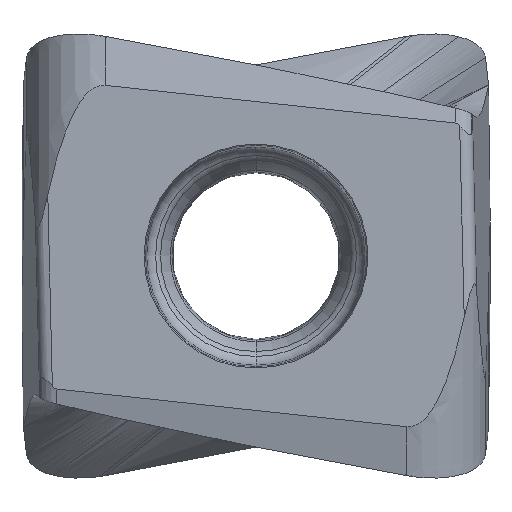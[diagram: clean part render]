
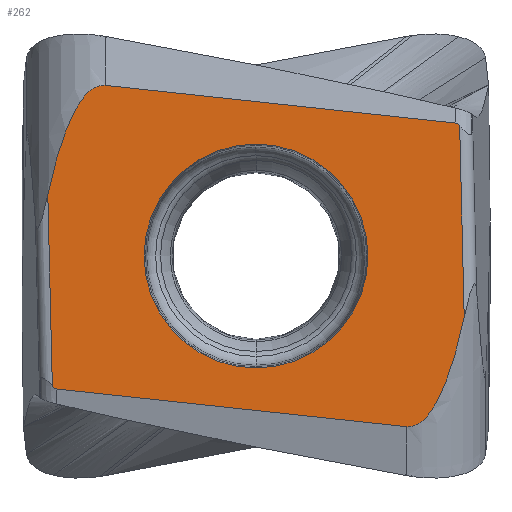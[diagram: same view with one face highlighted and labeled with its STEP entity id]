
A CAD part, front view. The second image highlights one B-rep face of the part: STEP entity #262.
In plain terms, the highlighted planar face has unit normal (0, -1, 0).
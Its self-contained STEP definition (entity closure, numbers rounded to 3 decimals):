
#62=CIRCLE('',#2317,2.988);
#63=CIRCLE('',#2318,2.988);
#112=FACE_BOUND('',#547,.T.);
#113=FACE_BOUND('',#548,.T.);
#262=ADVANCED_FACE('',(#112,#113),#346,.T.);
#346=PLANE('',#2319);
#547=EDGE_LOOP('',(#1112,#1113,#1114,#1115,#1116,#1117,#1118,#1119));
#548=EDGE_LOOP('',(#1120,#1121));
#671=B_SPLINE_CURVE_WITH_KNOTS('',3,(#3810,#3811,#3812,#3813,#3814,#3815,
#3816,#3817,#3818,#3819,#3820,#3821,#3822,#3823,#3824,#3825,#3826,#3827,
#3828,#3829,#3830,#3831,#3832),.UNSPECIFIED.,.F.,.F.,(4,1,1,1,1,1,1,1,1,
1,1,1,1,1,1,1,1,1,1,1,4),(0.,0.05,0.1,0.15,0.2,0.25,0.3,0.35,0.4,0.45,0.5,
0.55,0.6,0.65,0.7,0.75,0.8,0.85,0.9,0.95,1.),.UNSPECIFIED.);
#683=B_SPLINE_CURVE_WITH_KNOTS('',3,(#4214,#4215,#4216,#4217,#4218,#4219,
#4220,#4221),.UNSPECIFIED.,.F.,.F.,(4,1,1,1,1,4),(0.,0.2,0.4,0.6,0.8,1.),
 .UNSPECIFIED.);
#727=B_SPLINE_CURVE_WITH_KNOTS('',3,(#5429,#5430,#5431,#5432,#5433,#5434,
#5435,#5436),.UNSPECIFIED.,.F.,.F.,(4,1,1,1,1,4),(0.,0.2,0.4,0.6,0.8,1.),
 .UNSPECIFIED.);
#728=B_SPLINE_CURVE_WITH_KNOTS('',3,(#5440,#5441,#5442,#5443,#5444,#5445,
#5446,#5447,#5448,#5449,#5450,#5451,#5452,#5453,#5454,#5455,#5456,#5457,
#5458,#5459,#5460,#5461,#5462),.UNSPECIFIED.,.F.,.F.,(4,1,1,1,1,1,1,1,1,
1,1,1,1,1,1,1,1,1,1,1,4),(0.,0.05,0.1,0.15,0.2,0.25,0.3,0.35,0.4,0.45,0.5,
0.55,0.6,0.65,0.7,0.75,0.8,0.85,0.9,0.95,1.),.UNSPECIFIED.);
#1112=ORIENTED_EDGE('',*,*,#1739,.T.);
#1113=ORIENTED_EDGE('',*,*,#1846,.F.);
#1114=ORIENTED_EDGE('',*,*,#1847,.T.);
#1115=ORIENTED_EDGE('',*,*,#1848,.F.);
#1116=ORIENTED_EDGE('',*,*,#1849,.T.);
#1117=ORIENTED_EDGE('',*,*,#1850,.T.);
#1118=ORIENTED_EDGE('',*,*,#1761,.T.);
#1119=ORIENTED_EDGE('',*,*,#1751,.F.);
#1120=ORIENTED_EDGE('',*,*,#1851,.F.);
#1121=ORIENTED_EDGE('',*,*,#1852,.F.);
#1514=VERTEX_POINT('',#3809);
#1515=VERTEX_POINT('',#3833);
#1521=VERTEX_POINT('',#4052);
#1526=VERTEX_POINT('',#4222);
#1578=VERTEX_POINT('',#5426);
#1579=VERTEX_POINT('',#5437);
#1580=VERTEX_POINT('',#5439);
#1581=VERTEX_POINT('',#5463);
#1582=VERTEX_POINT('',#5466);
#1583=VERTEX_POINT('',#5467);
#1739=EDGE_CURVE('',#1515,#1514,#671,.T.);
#1751=EDGE_CURVE('',#1515,#1521,#2028,.T.);
#1761=EDGE_CURVE('',#1526,#1521,#683,.T.);
#1846=EDGE_CURVE('',#1578,#1514,#2076,.T.);
#1847=EDGE_CURVE('',#1578,#1579,#727,.T.);
#1848=EDGE_CURVE('',#1580,#1579,#2077,.T.);
#1849=EDGE_CURVE('',#1580,#1581,#728,.T.);
#1850=EDGE_CURVE('',#1581,#1526,#2078,.T.);
#1851=EDGE_CURVE('',#1582,#1583,#62,.T.);
#1852=EDGE_CURVE('',#1583,#1582,#63,.T.);
#2028=LINE('',#4051,#2165);
#2076=LINE('',#5427,#2218);
#2077=LINE('',#5438,#2219);
#2078=LINE('',#5464,#2220);
#2165=VECTOR('',#2469,1.);
#2218=VECTOR('',#2552,1.);
#2219=VECTOR('',#2555,1.);
#2220=VECTOR('',#2556,1.);
#2317=AXIS2_PLACEMENT_3D('',#5465,#2557,#2558);
#2318=AXIS2_PLACEMENT_3D('',#5468,#2559,#2560);
#2319=AXIS2_PLACEMENT_3D('',#5469,#2561,#2562);
#2469=DIRECTION('',(0.994,0.,-0.107));
#2552=DIRECTION('',(-0.024,0.,1.));
#2555=DIRECTION('',(-0.994,0.,0.107));
#2556=DIRECTION('',(-0.024,0.,1.));
#2557=DIRECTION('',(0.,-1.,0.));
#2558=DIRECTION('',(0.,0.,1.));
#2559=DIRECTION('',(0.,-1.,0.));
#2560=DIRECTION('',(0.,0.,-1.));
#2561=DIRECTION('',(0.,-1.,0.));
#2562=DIRECTION('',(-1.,0.,-0.024));
#3809=CARTESIAN_POINT('',(-5.558,0.,1.632));
#3810=CARTESIAN_POINT('',(-4.024,0.,4.556));
#3811=CARTESIAN_POINT('',(-4.047,0.,4.558));
#3812=CARTESIAN_POINT('',(-4.092,0.,4.56));
#3813=CARTESIAN_POINT('',(-4.164,0.,4.55));
#3814=CARTESIAN_POINT('',(-4.235,0.,4.529));
#3815=CARTESIAN_POINT('',(-4.309,0.,4.495));
#3816=CARTESIAN_POINT('',(-4.385,0.,4.447));
#3817=CARTESIAN_POINT('',(-4.461,0.,4.385));
#3818=CARTESIAN_POINT('',(-4.538,0.,4.309));
#3819=CARTESIAN_POINT('',(-4.616,0.,4.216));
#3820=CARTESIAN_POINT('',(-4.695,0.,4.109));
#3821=CARTESIAN_POINT('',(-4.773,0.,3.985));
#3822=CARTESIAN_POINT('',(-4.85,0.,3.848));
#3823=CARTESIAN_POINT('',(-4.927,0.,3.694));
#3824=CARTESIAN_POINT('',(-5.004,0.,3.521));
#3825=CARTESIAN_POINT('',(-5.082,0.,3.328));
#3826=CARTESIAN_POINT('',(-5.161,0.,3.113));
#3827=CARTESIAN_POINT('',(-5.24,0.,2.877));
#3828=CARTESIAN_POINT('',(-5.319,0.,2.614));
#3829=CARTESIAN_POINT('',(-5.398,0.,2.322));
#3830=CARTESIAN_POINT('',(-5.478,0.,1.998));
#3831=CARTESIAN_POINT('',(-5.532,0.,1.758));
#3832=CARTESIAN_POINT('',(-5.558,0.,1.632));
#3833=CARTESIAN_POINT('',(-4.024,0.,4.556));
#4051=CARTESIAN_POINT('',(-4.024,0.,4.556));
#4052=CARTESIAN_POINT('',(5.32,0.,3.55));
#4214=CARTESIAN_POINT('',(5.437,0.,3.475));
#4215=CARTESIAN_POINT('',(5.429,0.,3.484));
#4216=CARTESIAN_POINT('',(5.414,0.,3.5));
#4217=CARTESIAN_POINT('',(5.39,0.,3.521));
#4218=CARTESIAN_POINT('',(5.366,0.,3.536));
#4219=CARTESIAN_POINT('',(5.342,0.,3.546));
#4220=CARTESIAN_POINT('',(5.327,0.,3.549));
#4221=CARTESIAN_POINT('',(5.32,0.,3.55));
#4222=CARTESIAN_POINT('',(5.437,0.,3.475));
#5426=CARTESIAN_POINT('',(-5.437,0.,-3.475));
#5427=CARTESIAN_POINT('',(-5.437,0.,-3.475));
#5429=CARTESIAN_POINT('',(-5.437,0.,-3.475));
#5430=CARTESIAN_POINT('',(-5.429,0.,-3.484));
#5431=CARTESIAN_POINT('',(-5.414,0.,-3.5));
#5432=CARTESIAN_POINT('',(-5.39,0.,-3.521));
#5433=CARTESIAN_POINT('',(-5.366,0.,-3.536));
#5434=CARTESIAN_POINT('',(-5.342,0.,-3.546));
#5435=CARTESIAN_POINT('',(-5.327,0.,-3.549));
#5436=CARTESIAN_POINT('',(-5.32,0.,-3.55));
#5437=CARTESIAN_POINT('',(-5.32,0.,-3.55));
#5438=CARTESIAN_POINT('',(4.024,0.,-4.556));
#5439=CARTESIAN_POINT('',(4.024,0.,-4.556));
#5440=CARTESIAN_POINT('',(4.024,0.,-4.556));
#5441=CARTESIAN_POINT('',(4.047,0.,-4.558));
#5442=CARTESIAN_POINT('',(4.092,0.,-4.56));
#5443=CARTESIAN_POINT('',(4.164,0.,-4.55));
#5444=CARTESIAN_POINT('',(4.235,0.,-4.529));
#5445=CARTESIAN_POINT('',(4.309,0.,-4.495));
#5446=CARTESIAN_POINT('',(4.385,0.,-4.447));
#5447=CARTESIAN_POINT('',(4.461,0.,-4.385));
#5448=CARTESIAN_POINT('',(4.538,0.,-4.309));
#5449=CARTESIAN_POINT('',(4.616,0.,-4.217));
#5450=CARTESIAN_POINT('',(4.695,0.,-4.109));
#5451=CARTESIAN_POINT('',(4.773,0.,-3.986));
#5452=CARTESIAN_POINT('',(4.849,0.,-3.848));
#5453=CARTESIAN_POINT('',(4.927,0.,-3.694));
#5454=CARTESIAN_POINT('',(5.004,0.,-3.521));
#5455=CARTESIAN_POINT('',(5.082,0.,-3.328));
#5456=CARTESIAN_POINT('',(5.161,0.,-3.114));
#5457=CARTESIAN_POINT('',(5.24,0.,-2.877));
#5458=CARTESIAN_POINT('',(5.319,0.,-2.614));
#5459=CARTESIAN_POINT('',(5.398,0.,-2.322));
#5460=CARTESIAN_POINT('',(5.478,0.,-1.998));
#5461=CARTESIAN_POINT('',(5.532,0.,-1.758));
#5462=CARTESIAN_POINT('',(5.558,0.,-1.632));
#5463=CARTESIAN_POINT('',(5.558,0.,-1.632));
#5464=CARTESIAN_POINT('',(5.558,0.,-1.632));
#5465=CARTESIAN_POINT('',(0.,0.,0.));
#5466=CARTESIAN_POINT('',(0.,0.,2.988));
#5467=CARTESIAN_POINT('',(0.,0.,-2.988));
#5468=CARTESIAN_POINT('',(0.,0.,0.));
#5469=CARTESIAN_POINT('',(-5.351,0.,-7.129));
